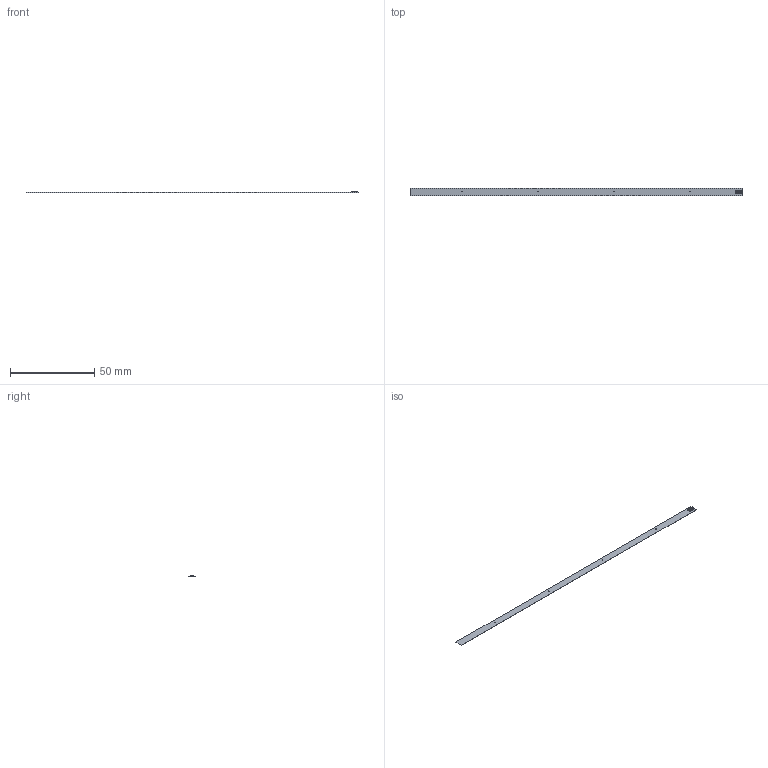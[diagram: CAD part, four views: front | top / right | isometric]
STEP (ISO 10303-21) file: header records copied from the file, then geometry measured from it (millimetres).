
FILE_DESCRIPTION(('KiCad electronic assembly'),'2;1');
FILE_NAME('mic_array_flex_board_kicad_project.step', '2022-03-28T15:01:06',('Pcbnew'),('Kicad'), 'Open CASCADE STEP processor 7.5','KiCad to STEP converter','Unknown' );
FILE_SCHEMA(('AUTOMOTIVE_DESIGN { 1 0 10303 214 1 1 1 1 }'));
Length unit declared in the file: millimetre
Products named in the file (4): mic_array_flex_board_kicad_project 1; slim_stack_molex_PLUG_5035521222; COMPOUND; msa PCB
Assembly tree (3 placements, depth 3):
  mic_array_flex_board_kicad_project 1
    slim_stack_molex_PLUG_5035521222
      COMPOUND
    msa PCB
Bounding box: 196.52 x 4.55 x 0.71 mm (x, y, z)
Volume: 95.1 mm3; surface area: 1852.2 mm2
Topology: 2 solids, 2 shells, 233 faces, 728 edges, 568 vertices
Faces by surface type: bspline 223, plane 6, cylinder 4
Full cylindrical faces by diameter (mm): 0.5 x4
Entity records: 14909 total; most frequent: CARTESIAN_POINT 5958, B_SPLINE_CURVE_WITH_KNOTS 1856, ORIENTED_EDGE 1328, PCURVE 1328, DEFINITIONAL_REPRESENTATION 1328, EDGE_CURVE 664, SURFACE_CURVE 660, VERTEX_POINT 440
